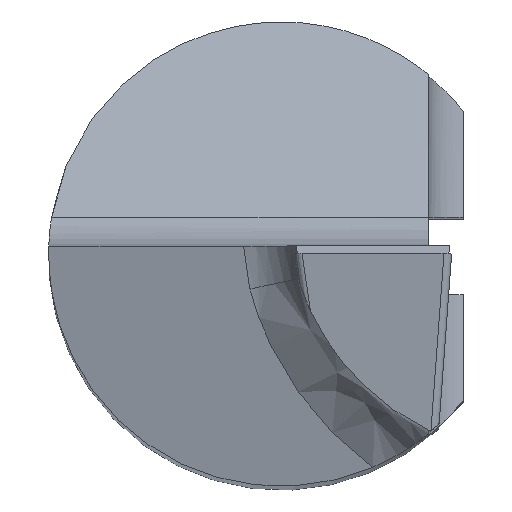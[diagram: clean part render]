
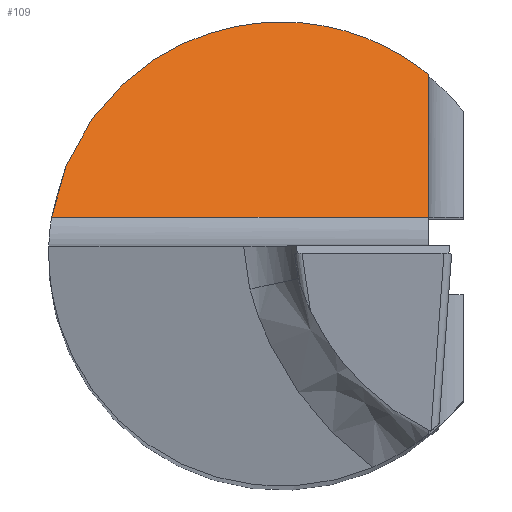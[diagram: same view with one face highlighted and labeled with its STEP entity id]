
A CAD part, top view. The second image highlights one B-rep face of the part: STEP entity #109.
In plain terms, the highlighted planar face has unit normal (0, 0.766, 0.643).
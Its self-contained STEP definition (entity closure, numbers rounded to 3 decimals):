
#37 = EDGE_CURVE ( 'NONE', #589, #1116, #1064, .T. ) ;
#44 = CARTESIAN_POINT ( 'NONE',  ( -2.55, 3.046, 24.945 ) ) ;
#49 = DIRECTION ( 'NONE',  ( 1., 0., 0. ) ) ;
#51 = CARTESIAN_POINT ( 'NONE',  ( 1.9, 2.322, 25.808 ) ) ;
#109 = ADVANCED_FACE ( 'NONE', ( #233 ), #1187, .F. ) ;
#145 = LINE ( 'NONE', #904, #652 ) ;
#170 = ORIENTED_EDGE ( 'NONE', *, *, #755, .F. ) ;
#196 = ORIENTED_EDGE ( 'NONE', *, *, #1147, .T. ) ;
#228 = VECTOR ( 'NONE', #49, 1000. ) ;
#233 = FACE_OUTER_BOUND ( 'NONE', #1239, .T. ) ;
#325 = CARTESIAN_POINT ( 'NONE',  ( -3., 0.474, 28.01 ) ) ;
#389 = CARTESIAN_POINT ( 'NONE',  ( -2.962, 0.474, 28.01 ) ) ;
#522 = CARTESIAN_POINT ( 'NONE',  ( 1.9, 2.322, 25.808 ) ) ;
#532 = DIRECTION ( 'NONE',  ( 0., -0.643, 0.766 ) ) ;
#555 = CARTESIAN_POINT ( 'NONE',  ( 1.9, 0.474, 28.01 ) ) ;
#582 = VERTEX_POINT ( 'NONE', #555 ) ;
#589 = VERTEX_POINT ( 'NONE', #389 ) ;
#603 = DIRECTION ( 'NONE',  ( 0., 0.643, -0.766 ) ) ;
#608 = DIRECTION ( 'NONE',  ( 0., -0.766, -0.643 ) ) ;
#613 = CARTESIAN_POINT ( 'NONE',  ( -2.962, 0.474, 28.01 ) ) ;
#652 = VECTOR ( 'NONE', #532, 1000. ) ;
#723 = CARTESIAN_POINT ( 'NONE',  ( -0.116, 3.971, 23.843 ) ) ;
#755 = EDGE_CURVE ( 'NONE', #1116, #582, #145, .T. ) ;
#815 = AXIS2_PLACEMENT_3D ( 'NONE', #325, #608, #603 ) ;
#904 = CARTESIAN_POINT ( 'NONE',  ( 1.9, 5.445, 22.086 ) ) ;
#920 = CARTESIAN_POINT ( 'NONE',  ( -3., 0.474, 28.01 ) ) ;
#1064 =( BOUNDED_CURVE ( )  B_SPLINE_CURVE ( 3, ( #613, #44, #723, #51 ),
 .UNSPECIFIED., .F., .F. ) 
 B_SPLINE_CURVE_WITH_KNOTS ( ( 4, 4 ),
 ( 4.871, 6.969 ),
 .UNSPECIFIED. ) 
 CURVE ( )  GEOMETRIC_REPRESENTATION_ITEM ( )  RATIONAL_B_SPLINE_CURVE ( ( 1., 0.666, 0.666, 1. ) ) 
 REPRESENTATION_ITEM ( '' )  );
#1069 = ORIENTED_EDGE ( 'NONE', *, *, #37, .F. ) ;
#1096 = LINE ( 'NONE', #920, #228 ) ;
#1116 = VERTEX_POINT ( 'NONE', #522 ) ;
#1147 = EDGE_CURVE ( 'NONE', #589, #582, #1096, .T. ) ;
#1187 = PLANE ( 'NONE',  #815 ) ;
#1239 = EDGE_LOOP ( 'NONE', ( #196, #170, #1069 ) ) ;
